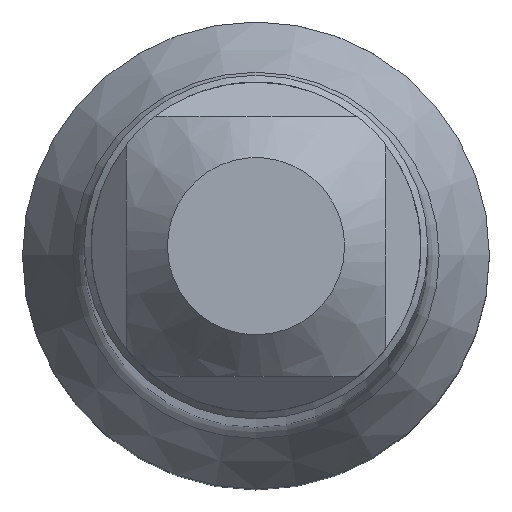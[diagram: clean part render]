
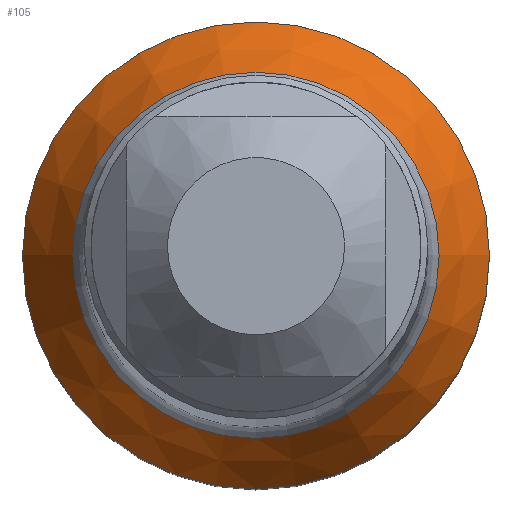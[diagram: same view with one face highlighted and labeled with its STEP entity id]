
A CAD part, top view. The second image highlights one B-rep face of the part: STEP entity #105.
In plain terms, the highlighted conical face has half-angle 30 degrees and reference radius 2.25 mm.
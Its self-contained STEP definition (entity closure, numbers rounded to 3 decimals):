
#96=CONICAL_SURFACE('',#406,2.25,30.);
#105=ADVANCED_FACE('',(#136,#137),#96,.T.);
#136=FACE_BOUND('',#160,.T.);
#137=FACE_BOUND('',#161,.T.);
#160=EDGE_LOOP('',(#216));
#161=EDGE_LOOP('',(#217));
#216=ORIENTED_EDGE('',*,*,#313,.T.);
#217=ORIENTED_EDGE('',*,*,#287,.F.);
#258=VERTEX_POINT('',#566);
#280=VERTEX_POINT('',#638);
#287=EDGE_CURVE('',#258,#258,#323,.T.);
#313=EDGE_CURVE('',#280,#280,#333,.T.);
#323=CIRCLE('',#387,3.057);
#333=CIRCLE('',#405,2.397);
#387=AXIS2_PLACEMENT_3D('',#565,#438,#439);
#405=AXIS2_PLACEMENT_3D('',#637,#482,#483);
#406=AXIS2_PLACEMENT_3D('',#639,#484,#485);
#438=DIRECTION('',(0.,0.,-1.));
#439=DIRECTION('',(-1.,0.,0.));
#482=DIRECTION('',(0.,0.,-1.));
#483=DIRECTION('',(-1.,0.,0.));
#484=DIRECTION('',(0.,0.,-1.));
#485=DIRECTION('',(-1.,0.,0.));
#565=CARTESIAN_POINT('',(0.,0.,-69.827));
#566=CARTESIAN_POINT('',(-3.057,0.,-69.827));
#637=CARTESIAN_POINT('',(0.,0.,-68.684));
#638=CARTESIAN_POINT('',(-2.397,0.,-68.684));
#639=CARTESIAN_POINT('',(0.,0.,-68.429));
